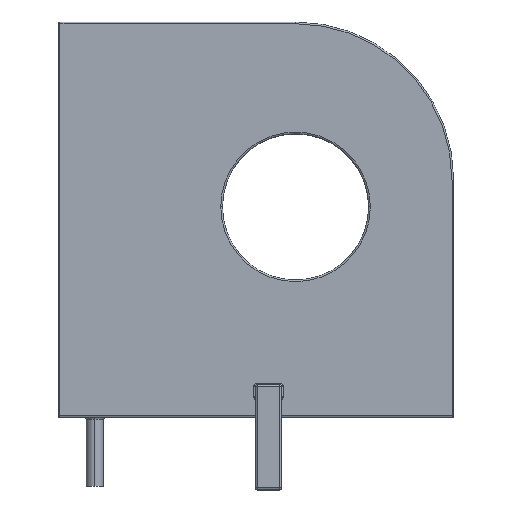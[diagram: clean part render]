
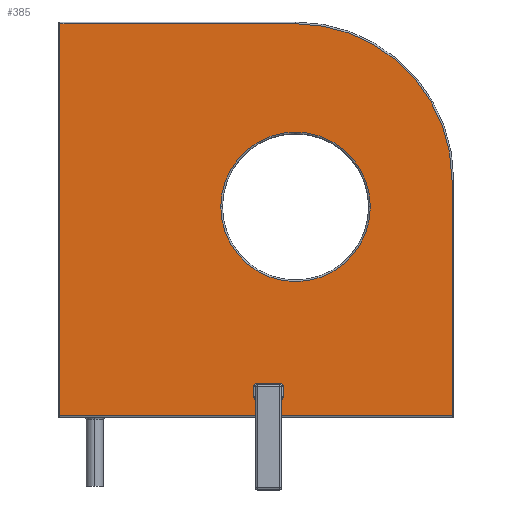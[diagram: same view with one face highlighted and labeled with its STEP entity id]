
A CAD part, top view. The second image highlights one B-rep face of the part: STEP entity #385.
In plain terms, the highlighted planar face has unit normal (0, 0, 1).
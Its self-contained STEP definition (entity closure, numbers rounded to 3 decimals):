
#19 = LINE ( 'NONE', #1713, #193 ) ;
#21 = DIRECTION ( 'NONE',  ( 0., 0., 1. ) ) ;
#59 = VECTOR ( 'NONE', #2348, 1000. ) ;
#60 = DIRECTION ( 'NONE',  ( -1., 0., 0. ) ) ;
#65 = CIRCLE ( 'NONE', #2679, 0.2 ) ;
#77 = CARTESIAN_POINT ( 'NONE',  ( -11.4, 2.3, 0. ) ) ;
#93 = ORIENTED_EDGE ( 'NONE', *, *, #184, .T. ) ;
#139 = LINE ( 'NONE', #1604, #289 ) ;
#153 = CARTESIAN_POINT ( 'NONE',  ( 0.08, -10.5, 0. ) ) ;
#184 = EDGE_CURVE ( 'NONE', #219, #2290, #1075, .T. ) ;
#193 = VECTOR ( 'NONE', #1487, 1000. ) ;
#213 = EDGE_LOOP ( 'NONE', ( #3065, #3304 ) ) ;
#219 = VERTEX_POINT ( 'NONE', #1358 ) ;
#262 = EDGE_CURVE ( 'NONE', #3633, #2082, #19, .T. ) ;
#274 = CARTESIAN_POINT ( 'NONE',  ( -11.4, 11.4, 0. ) ) ;
#289 = VECTOR ( 'NONE', #2761, 1000. ) ;
#330 = VERTEX_POINT ( 'NONE', #881 ) ;
#341 = EDGE_CURVE ( 'NONE', #895, #1716, #1456, .T. ) ;
#385 = ADVANCED_FACE ( 'NONE', ( #663, #2094, #1822 ), #956, .T. ) ;
#423 = AXIS2_PLACEMENT_3D ( 'NONE', #1777, #1721, #2086 ) ;
#484 = LINE ( 'NONE', #1490, #1429 ) ;
#565 = DIRECTION ( 'NONE',  ( 1., 0., 0. ) ) ;
#570 = ORIENTED_EDGE ( 'NONE', *, *, #2225, .F. ) ;
#580 = EDGE_CURVE ( 'NONE', #2969, #2082, #65, .T. ) ;
#598 = ORIENTED_EDGE ( 'NONE', *, *, #3267, .F. ) ;
#663 = FACE_BOUND ( 'NONE', #213, .T. ) ;
#681 = EDGE_CURVE ( 'NONE', #2290, #2837, #869, .T. ) ;
#690 = DIRECTION ( 'NONE',  ( 0., 0., 1. ) ) ;
#732 = CIRCLE ( 'NONE', #423, 0.2 ) ;
#766 = DIRECTION ( 'NONE',  ( 0., 0., 1. ) ) ;
#820 = CARTESIAN_POINT ( 'NONE',  ( 2.3, 11.4, 0. ) ) ;
#863 = CARTESIAN_POINT ( 'NONE',  ( 2.3, 0.75, 0. ) ) ;
#869 = LINE ( 'NONE', #77, #2319 ) ;
#881 = CARTESIAN_POINT ( 'NONE',  ( 1.58, -10.3, 0. ) ) ;
#895 = VERTEX_POINT ( 'NONE', #3618 ) ;
#942 = CARTESIAN_POINT ( 'NONE',  ( -0.12, -10.3, 0. ) ) ;
#956 = PLANE ( 'NONE',  #1824 ) ;
#965 = VERTEX_POINT ( 'NONE', #1953 ) ;
#987 = DIRECTION ( 'NONE',  ( 1., 0., 0. ) ) ;
#990 = DIRECTION ( 'NONE',  ( 1., 0., 0. ) ) ;
#1024 = DIRECTION ( 'NONE',  ( 0., 0., 1. ) ) ;
#1075 = LINE ( 'NONE', #820, #1105 ) ;
#1105 = VECTOR ( 'NONE', #2779, 1000. ) ;
#1257 = CARTESIAN_POINT ( 'NONE',  ( 2.3, 2.3, 0. ) ) ;
#1311 = CARTESIAN_POINT ( 'NONE',  ( 1.38, -10.5, 0. ) ) ;
#1358 = CARTESIAN_POINT ( 'NONE',  ( 2.3, 11.4, 0. ) ) ;
#1429 = VECTOR ( 'NONE', #60, 1000. ) ;
#1441 = VECTOR ( 'NONE', #990, 1000. ) ;
#1451 = CARTESIAN_POINT ( 'NONE',  ( -11.4, -11.4, 0. ) ) ;
#1456 = CIRCLE ( 'NONE', #3608, 4.35 ) ;
#1476 = VERTEX_POINT ( 'NONE', #1673 ) ;
#1487 = DIRECTION ( 'NONE',  ( 1., 0., 0. ) ) ;
#1490 = CARTESIAN_POINT ( 'NONE',  ( 2.3, -10.5, 0. ) ) ;
#1493 = CARTESIAN_POINT ( 'NONE',  ( 2.3, -11.4, 0. ) ) ;
#1497 = LINE ( 'NONE', #2870, #59 ) ;
#1505 = DIRECTION ( 'NONE',  ( 0., 0., 1. ) ) ;
#1512 = CIRCLE ( 'NONE', #2903, 0.2 ) ;
#1561 = DIRECTION ( 'NONE',  ( 1., 0., 0. ) ) ;
#1569 = CARTESIAN_POINT ( 'NONE',  ( 1.38, -9.7, 0. ) ) ;
#1604 = CARTESIAN_POINT ( 'NONE',  ( -0.12, 2.3, 0. ) ) ;
#1612 = EDGE_CURVE ( 'NONE', #3615, #219, #3109, .T. ) ;
#1621 = EDGE_LOOP ( 'NONE', ( #1905, #93, #3507, #3370, #2503 ) ) ;
#1673 = CARTESIAN_POINT ( 'NONE',  ( 11.4, -11.4, 0. ) ) ;
#1713 = CARTESIAN_POINT ( 'NONE',  ( 2.3, -9.5, 0. ) ) ;
#1716 = VERTEX_POINT ( 'NONE', #2888 ) ;
#1721 = DIRECTION ( 'NONE',  ( 0., 0., 1. ) ) ;
#1752 = ORIENTED_EDGE ( 'NONE', *, *, #580, .F. ) ;
#1777 = CARTESIAN_POINT ( 'NONE',  ( 1.38, -10.3, 0. ) ) ;
#1789 = CARTESIAN_POINT ( 'NONE',  ( 1.58, -9.7, 0. ) ) ;
#1808 = AXIS2_PLACEMENT_3D ( 'NONE', #1949, #2733, #3630 ) ;
#1822 = FACE_BOUND ( 'NONE', #3235, .T. ) ;
#1824 = AXIS2_PLACEMENT_3D ( 'NONE', #1257, #1505, #987 ) ;
#1873 = CARTESIAN_POINT ( 'NONE',  ( 11.4, 2.3, 0. ) ) ;
#1905 = ORIENTED_EDGE ( 'NONE', *, *, #1612, .T. ) ;
#1949 = CARTESIAN_POINT ( 'NONE',  ( 2.3, 0.75, 0. ) ) ;
#1953 = CARTESIAN_POINT ( 'NONE',  ( -0.12, -9.7, 0. ) ) ;
#1989 = AXIS2_PLACEMENT_3D ( 'NONE', #2960, #21, #3544 ) ;
#2020 = DIRECTION ( 'NONE',  ( 0., 1., 0. ) ) ;
#2082 = VERTEX_POINT ( 'NONE', #3646 ) ;
#2086 = DIRECTION ( 'NONE',  ( 1., 0., 0. ) ) ;
#2094 = FACE_OUTER_BOUND ( 'NONE', #1621, .T. ) ;
#2155 = ORIENTED_EDGE ( 'NONE', *, *, #3326, .F. ) ;
#2178 = DIRECTION ( 'NONE',  ( 1., 0., 0. ) ) ;
#2225 = EDGE_CURVE ( 'NONE', #3730, #330, #732, .T. ) ;
#2286 = LINE ( 'NONE', #3460, #2932 ) ;
#2290 = VERTEX_POINT ( 'NONE', #274 ) ;
#2303 = EDGE_CURVE ( 'NONE', #2969, #330, #1497, .T. ) ;
#2319 = VECTOR ( 'NONE', #2743, 1000. ) ;
#2348 = DIRECTION ( 'NONE',  ( 0., -1., 0. ) ) ;
#2359 = CIRCLE ( 'NONE', #1989, 0.2 ) ;
#2503 = ORIENTED_EDGE ( 'NONE', *, *, #2850, .T. ) ;
#2511 = EDGE_CURVE ( 'NONE', #3730, #3703, #484, .T. ) ;
#2546 = CIRCLE ( 'NONE', #1808, 4.35 ) ;
#2679 = AXIS2_PLACEMENT_3D ( 'NONE', #1569, #1024, #2178 ) ;
#2733 = DIRECTION ( 'NONE',  ( 0., 0., -1. ) ) ;
#2743 = DIRECTION ( 'NONE',  ( 0., -1., 0. ) ) ;
#2761 = DIRECTION ( 'NONE',  ( 0., 1., 0. ) ) ;
#2769 = CARTESIAN_POINT ( 'NONE',  ( 0.08, -9.5, 0. ) ) ;
#2779 = DIRECTION ( 'NONE',  ( -1., 0., 0. ) ) ;
#2837 = VERTEX_POINT ( 'NONE', #1451 ) ;
#2850 = EDGE_CURVE ( 'NONE', #1476, #3615, #2286, .T. ) ;
#2870 = CARTESIAN_POINT ( 'NONE',  ( 1.58, 2.3, 0. ) ) ;
#2888 = CARTESIAN_POINT ( 'NONE',  ( -2.05, 0.75, 0. ) ) ;
#2903 = AXIS2_PLACEMENT_3D ( 'NONE', #3637, #766, #3035 ) ;
#2914 = AXIS2_PLACEMENT_3D ( 'NONE', #3307, #690, #1561 ) ;
#2930 = EDGE_CURVE ( 'NONE', #2837, #1476, #2942, .T. ) ;
#2932 = VECTOR ( 'NONE', #2020, 1000. ) ;
#2942 = LINE ( 'NONE', #1493, #1441 ) ;
#2960 = CARTESIAN_POINT ( 'NONE',  ( 0.08, -9.7, 0. ) ) ;
#2969 = VERTEX_POINT ( 'NONE', #1789 ) ;
#3035 = DIRECTION ( 'NONE',  ( 1., 0., 0. ) ) ;
#3065 = ORIENTED_EDGE ( 'NONE', *, *, #341, .T. ) ;
#3109 = CIRCLE ( 'NONE', #2914, 9.1 ) ;
#3186 = DIRECTION ( 'NONE',  ( 0., 0., -1. ) ) ;
#3191 = ORIENTED_EDGE ( 'NONE', *, *, #2511, .T. ) ;
#3235 = EDGE_LOOP ( 'NONE', ( #2155, #3595, #598, #3500, #1752, #3555, #570, #3191 ) ) ;
#3267 = EDGE_CURVE ( 'NONE', #3633, #965, #2359, .T. ) ;
#3304 = ORIENTED_EDGE ( 'NONE', *, *, #3598, .T. ) ;
#3307 = CARTESIAN_POINT ( 'NONE',  ( 2.3, 2.3, 0. ) ) ;
#3318 = VERTEX_POINT ( 'NONE', #942 ) ;
#3326 = EDGE_CURVE ( 'NONE', #3318, #3703, #1512, .T. ) ;
#3370 = ORIENTED_EDGE ( 'NONE', *, *, #2930, .T. ) ;
#3460 = CARTESIAN_POINT ( 'NONE',  ( 11.4, 2.3, 0. ) ) ;
#3465 = EDGE_CURVE ( 'NONE', #3318, #965, #139, .T. ) ;
#3500 = ORIENTED_EDGE ( 'NONE', *, *, #262, .T. ) ;
#3507 = ORIENTED_EDGE ( 'NONE', *, *, #681, .T. ) ;
#3544 = DIRECTION ( 'NONE',  ( 1., 0., 0. ) ) ;
#3555 = ORIENTED_EDGE ( 'NONE', *, *, #2303, .T. ) ;
#3595 = ORIENTED_EDGE ( 'NONE', *, *, #3465, .T. ) ;
#3598 = EDGE_CURVE ( 'NONE', #1716, #895, #2546, .T. ) ;
#3608 = AXIS2_PLACEMENT_3D ( 'NONE', #863, #3186, #565 ) ;
#3615 = VERTEX_POINT ( 'NONE', #1873 ) ;
#3618 = CARTESIAN_POINT ( 'NONE',  ( 6.65, 0.75, 0. ) ) ;
#3630 = DIRECTION ( 'NONE',  ( 1., 0., 0. ) ) ;
#3633 = VERTEX_POINT ( 'NONE', #2769 ) ;
#3637 = CARTESIAN_POINT ( 'NONE',  ( 0.08, -10.3, 0. ) ) ;
#3646 = CARTESIAN_POINT ( 'NONE',  ( 1.38, -9.5, 0. ) ) ;
#3703 = VERTEX_POINT ( 'NONE', #153 ) ;
#3730 = VERTEX_POINT ( 'NONE', #1311 ) ;
